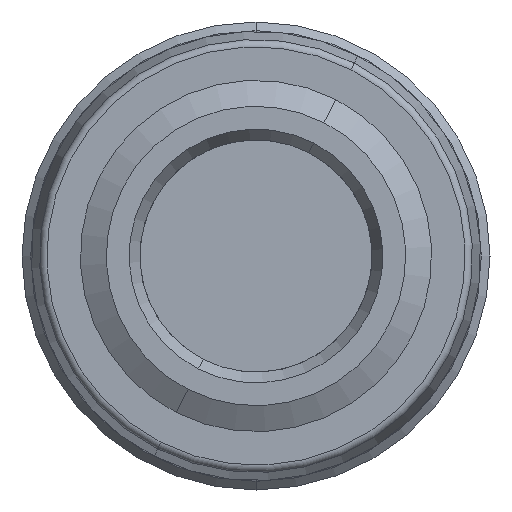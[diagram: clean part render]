
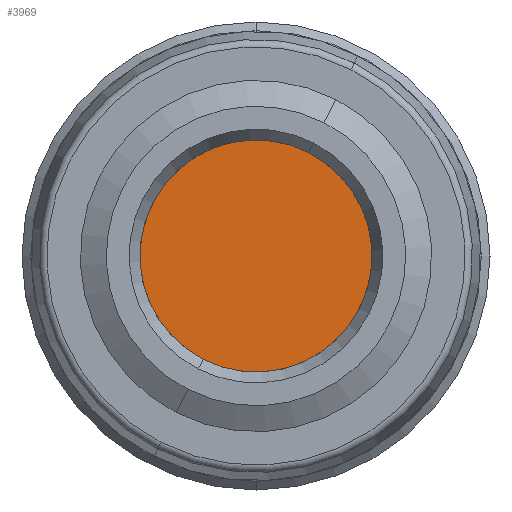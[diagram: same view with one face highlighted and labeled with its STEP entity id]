
A CAD part, front view. The second image highlights one B-rep face of the part: STEP entity #3969.
In plain terms, the highlighted planar face has unit normal (0, -1, 0).
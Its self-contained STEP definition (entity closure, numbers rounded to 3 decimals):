
#108 = ORIENTED_EDGE ( 'NONE', *, *, #1182, .T. ) ;
#109 = ORIENTED_EDGE ( 'NONE', *, *, #1157, .T. ) ;
#110 = ORIENTED_EDGE ( 'NONE', *, *, #1155, .T. ) ;
#111 = ORIENTED_EDGE ( 'NONE', *, *, #1153, .T. ) ;
#112 = ORIENTED_EDGE ( 'NONE', *, *, #2131, .T. ) ;
#113 = ORIENTED_EDGE ( 'NONE', *, *, #1151, .T. ) ;
#114 = ORIENTED_EDGE ( 'NONE', *, *, #1158, .T. ) ;
#115 = ORIENTED_EDGE ( 'NONE', *, *, #1149, .T. ) ;
#116 = ORIENTED_EDGE ( 'NONE', *, *, #2162, .T. ) ;
#117 = ORIENTED_EDGE ( 'NONE', *, *, #2257, .T. ) ;
#246 = VERTEX_POINT ( 'NONE', #2809 ) ;
#247 = VERTEX_POINT ( 'NONE', #2808 ) ;
#264 = VERTEX_POINT ( 'NONE', #2769 ) ;
#267 = VERTEX_POINT ( 'NONE', #2762 ) ;
#272 = VERTEX_POINT ( 'NONE', #2752 ) ;
#277 = VERTEX_POINT ( 'NONE', #2741 ) ;
#296 = DIRECTION ( 'NONE',  ( 0., 0., -1. ) ) ;
#297 = DIRECTION ( 'NONE',  ( 0., -1., 0. ) ) ;
#298 = DIRECTION ( 'NONE',  ( 0., 0., -1. ) ) ;
#299 = CARTESIAN_POINT ( 'NONE',  ( 0., 0., 0. ) ) ;
#303 = DIRECTION ( 'NONE',  ( 0., 1., 0. ) ) ;
#326 = CARTESIAN_POINT ( 'NONE',  ( 0., 0., 0. ) ) ;
#868 = CARTESIAN_POINT ( 'NONE',  ( -1.355, 0., -3.763 ) ) ;
#871 = CARTESIAN_POINT ( 'NONE',  ( 0.943, 0., 2.953 ) ) ;
#873 = CARTESIAN_POINT ( 'NONE',  ( 2.246, 0., 3.31 ) ) ;
#874 = CARTESIAN_POINT ( 'NONE',  ( -1.834, 0., -2.499 ) ) ;
#1149 = EDGE_CURVE ( 'NONE', #3325, #267, #3399, .T. ) ;
#1151 = EDGE_CURVE ( 'NONE', #264, #3319, #3402, .T. ) ;
#1153 = EDGE_CURVE ( 'NONE', #3324, #277, #3406, .T. ) ;
#1155 = EDGE_CURVE ( 'NONE', #3323, #3324, #3410, .T. ) ;
#1157 = EDGE_CURVE ( 'NONE', #272, #3323, #3413, .T. ) ;
#1158 = EDGE_CURVE ( 'NONE', #3319, #3325, #3415, .T. ) ;
#1182 = EDGE_CURVE ( 'NONE', #277, #272, #3447, .T. ) ;
#1228 = AXIS2_PLACEMENT_3D ( 'NONE', #2615, #2621, #2613 ) ;
#1229 = AXIS2_PLACEMENT_3D ( 'NONE', #2899, #2898, #2897 ) ;
#1244 = AXIS2_PLACEMENT_3D ( 'NONE', #2755, #2754, #2753 ) ;
#1267 = AXIS2_PLACEMENT_3D ( 'NONE', #326, #303, #298 ) ;
#1282 = AXIS2_PLACEMENT_3D ( 'NONE', #299, #297, #296 ) ;
#1338 = AXIS2_PLACEMENT_3D ( 'NONE', #3649, #3650, #3651 ) ;
#1798 = FACE_BOUND ( 'NONE', #3221, .T. ) ;
#1799 = FACE_OUTER_BOUND ( 'NONE', #3218, .T. ) ;
#1802 = FACE_BOUND ( 'NONE', #3219, .T. ) ;
#2131 = EDGE_CURVE ( 'NONE', #267, #264, #2307, .T. ) ;
#2162 = EDGE_CURVE ( 'NONE', #247, #246, #2354, .T. ) ;
#2257 = EDGE_CURVE ( 'NONE', #246, #247, #2489, .T. ) ;
#2307 = CIRCLE ( 'NONE', #1267, 4. ) ;
#2354 = CIRCLE ( 'NONE', #1282, 4.05 ) ;
#2489 = CIRCLE ( 'NONE', #1338, 4.05 ) ;
#2603 = DIRECTION ( 'NONE',  ( 0.454, 0., 0.891 ) ) ;
#2609 = CARTESIAN_POINT ( 'NONE',  ( 0.446, 0., -0.227 ) ) ;
#2613 = DIRECTION ( 'NONE',  ( 0., 0., -1. ) ) ;
#2615 = CARTESIAN_POINT ( 'NONE',  ( 0., 0., 0. ) ) ;
#2620 = CARTESIAN_POINT ( 'NONE',  ( 0.446, 0., -0.227 ) ) ;
#2621 = DIRECTION ( 'NONE',  ( 0., 1., 0. ) ) ;
#2634 = DIRECTION ( 'NONE',  ( 0.454, 0., 0.891 ) ) ;
#2636 = DIRECTION ( 'NONE',  ( -0.454, 0., -0.891 ) ) ;
#2637 = CARTESIAN_POINT ( 'NONE',  ( -0.446, 0., 0.227 ) ) ;
#2653 = CARTESIAN_POINT ( 'NONE',  ( -0.446, 0., 0.227 ) ) ;
#2660 = DIRECTION ( 'NONE',  ( -0.454, 0., -0.891 ) ) ;
#2741 = CARTESIAN_POINT ( 'NONE',  ( -0.943, 0., -2.953 ) ) ;
#2752 = CARTESIAN_POINT ( 'NONE',  ( 1.834, 0., 2.499 ) ) ;
#2753 = DIRECTION ( 'NONE',  ( 0., 0., -1. ) ) ;
#2754 = DIRECTION ( 'NONE',  ( 0., -1., 0. ) ) ;
#2755 = CARTESIAN_POINT ( 'NONE',  ( 0., 0., 0. ) ) ;
#2762 = CARTESIAN_POINT ( 'NONE',  ( -2.246, 0., -3.31 ) ) ;
#2769 = CARTESIAN_POINT ( 'NONE',  ( 1.355, 0., 3.763 ) ) ;
#2808 = CARTESIAN_POINT ( 'NONE',  ( 2.22, 0., -3.387 ) ) ;
#2809 = CARTESIAN_POINT ( 'NONE',  ( -2.22, 0., 3.387 ) ) ;
#2897 = DIRECTION ( 'NONE',  ( 0., 0., -1. ) ) ;
#2898 = DIRECTION ( 'NONE',  ( 0., -1., 0. ) ) ;
#2899 = CARTESIAN_POINT ( 'NONE',  ( 0., 0., 0. ) ) ;
#2953 = PLANE ( 'NONE',  #4194 ) ;
#2959 = CARTESIAN_POINT ( 'NONE',  ( 0., 0., 0. ) ) ;
#2960 = DIRECTION ( 'NONE',  ( 0., -1., 0. ) ) ;
#2961 = DIRECTION ( 'NONE',  ( 0., 0., -1. ) ) ;
#3218 = EDGE_LOOP ( 'NONE', ( #116, #117 ) ) ;
#3219 = EDGE_LOOP ( 'NONE', ( #112, #113, #114, #115 ) ) ;
#3221 = EDGE_LOOP ( 'NONE', ( #108, #109, #110, #111 ) ) ;
#3319 = VERTEX_POINT ( 'NONE', #871 ) ;
#3323 = VERTEX_POINT ( 'NONE', #873 ) ;
#3324 = VERTEX_POINT ( 'NONE', #868 ) ;
#3325 = VERTEX_POINT ( 'NONE', #874 ) ;
#3399 = LINE ( 'NONE', #2653, #3401 ) ;
#3401 = VECTOR ( 'NONE', #2660, 1000. ) ;
#3402 = LINE ( 'NONE', #2637, #3405 ) ;
#3405 = VECTOR ( 'NONE', #2636, 1000. ) ;
#3406 = LINE ( 'NONE', #2620, #3409 ) ;
#3409 = VECTOR ( 'NONE', #2634, 1000. ) ;
#3410 = CIRCLE ( 'NONE', #1228, 4. ) ;
#3413 = LINE ( 'NONE', #2609, #3416 ) ;
#3415 = CIRCLE ( 'NONE', #1229, 3.1 ) ;
#3416 = VECTOR ( 'NONE', #2603, 1000. ) ;
#3447 = CIRCLE ( 'NONE', #1244, 3.1 ) ;
#3649 = CARTESIAN_POINT ( 'NONE',  ( 0., 0., 0. ) ) ;
#3650 = DIRECTION ( 'NONE',  ( 0., -1., 0. ) ) ;
#3651 = DIRECTION ( 'NONE',  ( 0., 0., -1. ) ) ;
#3969 = ADVANCED_FACE ( 'NONE', ( #1798, #1802, #1799 ), #2953, .T. ) ;
#4194 = AXIS2_PLACEMENT_3D ( 'NONE', #2959, #2960, #2961 ) ;
